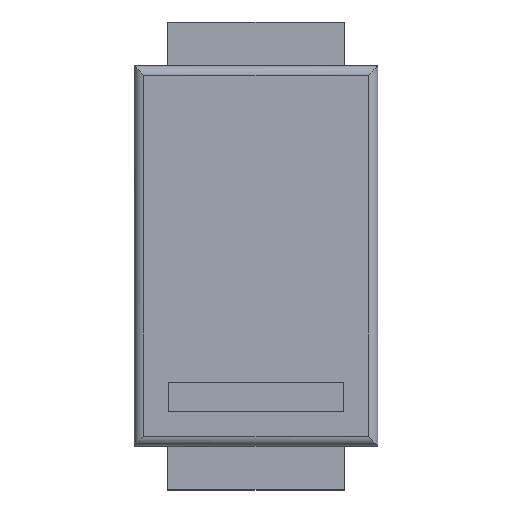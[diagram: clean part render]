
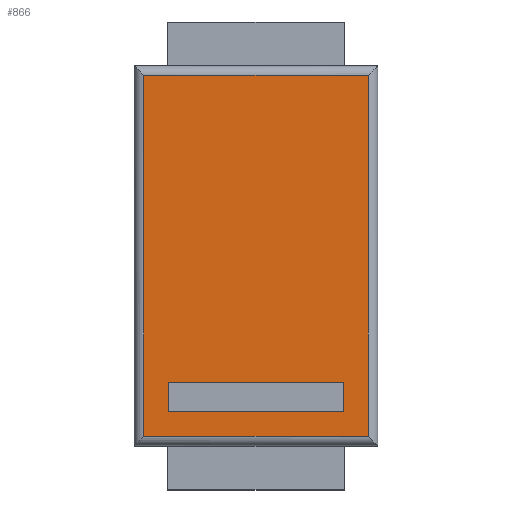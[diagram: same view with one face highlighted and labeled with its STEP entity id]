
A CAD part, top view. The second image highlights one B-rep face of the part: STEP entity #866.
In plain terms, the highlighted planar face has unit normal (0, 0, 1).
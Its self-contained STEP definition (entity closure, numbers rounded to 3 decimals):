
#27 = ORIENTED_EDGE ( 'NONE', *, *, #299, .T. ) ;
#31 = ORIENTED_EDGE ( 'NONE', *, *, #1049, .F. ) ;
#38 = EDGE_CURVE ( 'NONE', #293, #938, #409, .T. ) ;
#40 = CARTESIAN_POINT ( 'NONE',  ( 0., -1.3, 1.025 ) ) ;
#61 = CARTESIAN_POINT ( 'NONE',  ( -1.15, 1.85, 1.025 ) ) ;
#67 = VERTEX_POINT ( 'NONE', #510 ) ;
#100 = CARTESIAN_POINT ( 'NONE',  ( 1.15, 1.85, 1.025 ) ) ;
#105 = ORIENTED_EDGE ( 'NONE', *, *, #676, .F. ) ;
#107 = VECTOR ( 'NONE', #614, 1000. ) ;
#128 = LINE ( 'NONE', #1139, #925 ) ;
#136 = EDGE_LOOP ( 'NONE', ( #1119, #105, #195, #31 ) ) ;
#162 = FACE_BOUND ( 'NONE', #177, .T. ) ;
#177 = EDGE_LOOP ( 'NONE', ( #303, #740, #1009, #27 ) ) ;
#187 = VECTOR ( 'NONE', #902, 1000. ) ;
#195 = ORIENTED_EDGE ( 'NONE', *, *, #1024, .T. ) ;
#293 = VERTEX_POINT ( 'NONE', #858 ) ;
#299 = EDGE_CURVE ( 'NONE', #938, #640, #941, .T. ) ;
#303 = ORIENTED_EDGE ( 'NONE', *, *, #489, .T. ) ;
#307 = EDGE_CURVE ( 'NONE', #67, #293, #701, .T. ) ;
#324 = DIRECTION ( 'NONE',  ( -1., 0., 0. ) ) ;
#327 = AXIS2_PLACEMENT_3D ( 'NONE', #368, #745, #1102 ) ;
#368 = CARTESIAN_POINT ( 'NONE',  ( 0., 0., 1.025 ) ) ;
#379 = CARTESIAN_POINT ( 'NONE',  ( -1.15, -1.85, 1.025 ) ) ;
#395 = CARTESIAN_POINT ( 'NONE',  ( 0.9, 0., 1.025 ) ) ;
#396 = CARTESIAN_POINT ( 'NONE',  ( 0.9, -1.3, 1.025 ) ) ;
#409 = LINE ( 'NONE', #40, #107 ) ;
#458 = FACE_OUTER_BOUND ( 'NONE', #136, .T. ) ;
#489 = EDGE_CURVE ( 'NONE', #640, #67, #605, .T. ) ;
#495 = VERTEX_POINT ( 'NONE', #61 ) ;
#510 = CARTESIAN_POINT ( 'NONE',  ( -0.9, -1.6, 1.025 ) ) ;
#595 = CARTESIAN_POINT ( 'NONE',  ( 0., -1.85, 1.025 ) ) ;
#596 = DIRECTION ( 'NONE',  ( 0., 1., 0. ) ) ;
#605 = LINE ( 'NONE', #971, #187 ) ;
#614 = DIRECTION ( 'NONE',  ( 1., 0., 0. ) ) ;
#639 = EDGE_CURVE ( 'NONE', #906, #830, #694, .T. ) ;
#640 = VERTEX_POINT ( 'NONE', #1125 ) ;
#660 = DIRECTION ( 'NONE',  ( 0., 1., 0. ) ) ;
#667 = DIRECTION ( 'NONE',  ( 0., -1., 0. ) ) ;
#676 = EDGE_CURVE ( 'NONE', #945, #830, #1131, .T. ) ;
#694 = LINE ( 'NONE', #595, #888 ) ;
#701 = LINE ( 'NONE', #950, #1021 ) ;
#740 = ORIENTED_EDGE ( 'NONE', *, *, #307, .T. ) ;
#745 = DIRECTION ( 'NONE',  ( 0., 0., 1. ) ) ;
#758 = VECTOR ( 'NONE', #667, 1000. ) ;
#768 = DIRECTION ( 'NONE',  ( 1., 0., 0. ) ) ;
#794 = VECTOR ( 'NONE', #324, 1000. ) ;
#828 = PLANE ( 'NONE',  #327 ) ;
#830 = VERTEX_POINT ( 'NONE', #1186 ) ;
#858 = CARTESIAN_POINT ( 'NONE',  ( -0.9, -1.3, 1.025 ) ) ;
#866 = ADVANCED_FACE ( 'NONE', ( #162, #458 ), #828, .T. ) ;
#888 = VECTOR ( 'NONE', #768, 1000. ) ;
#902 = DIRECTION ( 'NONE',  ( -1., 0., 0. ) ) ;
#906 = VERTEX_POINT ( 'NONE', #379 ) ;
#910 = VECTOR ( 'NONE', #1162, 1000. ) ;
#925 = VECTOR ( 'NONE', #596, 1000. ) ;
#938 = VERTEX_POINT ( 'NONE', #396 ) ;
#941 = LINE ( 'NONE', #395, #758 ) ;
#945 = VERTEX_POINT ( 'NONE', #100 ) ;
#950 = CARTESIAN_POINT ( 'NONE',  ( -0.9, 0., 1.025 ) ) ;
#971 = CARTESIAN_POINT ( 'NONE',  ( 0., -1.6, 1.025 ) ) ;
#1009 = ORIENTED_EDGE ( 'NONE', *, *, #38, .T. ) ;
#1021 = VECTOR ( 'NONE', #660, 1000. ) ;
#1024 = EDGE_CURVE ( 'NONE', #945, #495, #1047, .T. ) ;
#1047 = LINE ( 'NONE', #1060, #794 ) ;
#1049 = EDGE_CURVE ( 'NONE', #906, #495, #128, .T. ) ;
#1060 = CARTESIAN_POINT ( 'NONE',  ( 0., 1.85, 1.025 ) ) ;
#1071 = CARTESIAN_POINT ( 'NONE',  ( 1.15, 1.95, 1.025 ) ) ;
#1102 = DIRECTION ( 'NONE',  ( 1., 0., 0. ) ) ;
#1119 = ORIENTED_EDGE ( 'NONE', *, *, #639, .T. ) ;
#1125 = CARTESIAN_POINT ( 'NONE',  ( 0.9, -1.6, 1.025 ) ) ;
#1131 = LINE ( 'NONE', #1071, #910 ) ;
#1139 = CARTESIAN_POINT ( 'NONE',  ( -1.15, -1.95, 1.025 ) ) ;
#1162 = DIRECTION ( 'NONE',  ( 0., -1., 0. ) ) ;
#1186 = CARTESIAN_POINT ( 'NONE',  ( 1.15, -1.85, 1.025 ) ) ;
